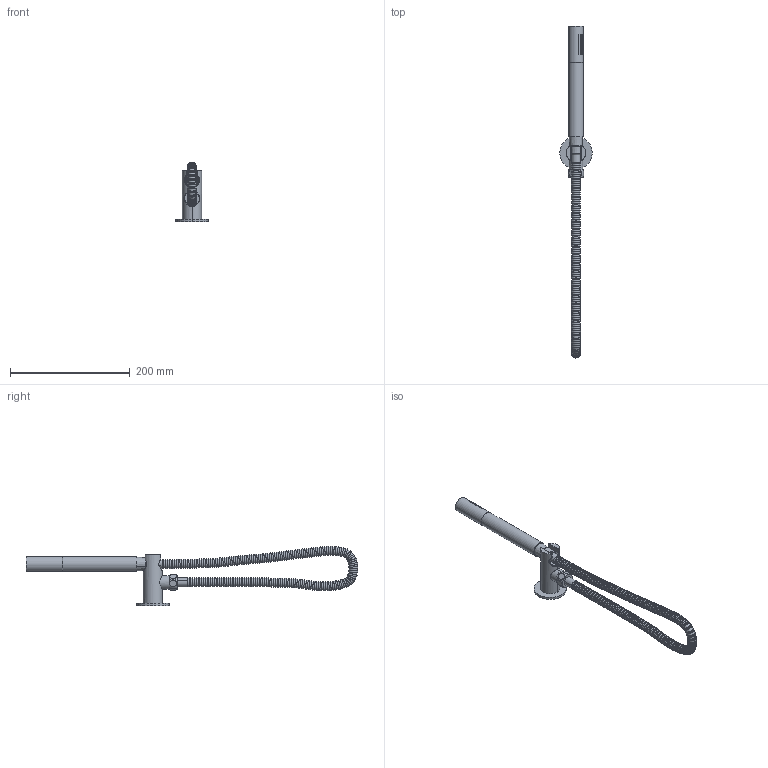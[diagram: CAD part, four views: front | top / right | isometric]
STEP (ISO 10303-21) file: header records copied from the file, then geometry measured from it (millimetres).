
FILE_DESCRIPTION (( 'STEP AP214' ), '1' );
FILE_NAME ('SUSSEX_SCALA_SXHSSPS_hand_shower_supply_post_set_shell.STEP', '2021-05-12T23:15:26', ( '' ), ( '' ), 'SwSTEP 2.0', 'SolidWorks 2020', '' );
FILE_SCHEMA (( 'AUTOMOTIVE_DESIGN' ));
Length unit declared in the file: millimetre
Products named in the file (1): SUSSEX_SCALA_SXHSSPS_hand_shower_supply_post_set_shell
Bounding box: 54 x 554.06 x 99.48 mm (x, y, z)
Volume: 257802.2 mm3; surface area: 81153.9 mm2
Topology: 8 solids, 8 shells, 890 faces, 1909 edges, 1270 vertices
Faces by surface type: cylinder 379, plane 271, bspline 212, cone 18, torus 10
Entity records: 167062 total; most frequent: CARTESIAN_POINT 139679, ORIENTED_EDGE 3818, DIRECTION 2929, EDGE_CURVE 1909, VERTEX_POINT 1270, AXIS2_PLACEMENT_3D 1264, EDGE_LOOP 1213, UNCERTAINTY_MEASURE_WITH_UNIT 900
